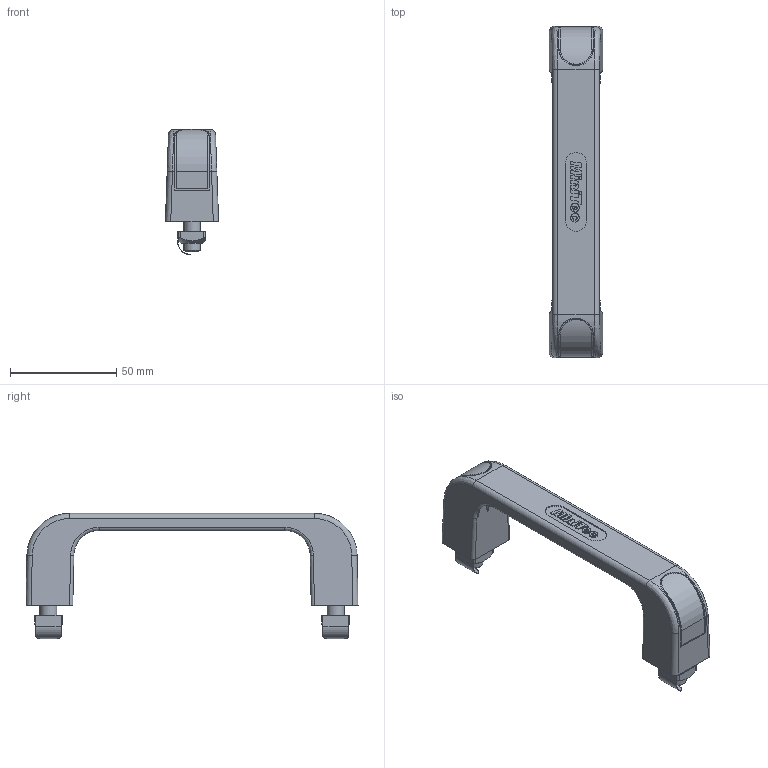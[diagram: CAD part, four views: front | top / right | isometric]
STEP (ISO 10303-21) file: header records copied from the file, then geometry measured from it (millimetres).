
FILE_DESCRIPTION(/* description */ ('Handgriff 135-45 F grau'),/* implementation_level */ '2;1');
FILE_NAME(/* name */ 'ZEI_CAD_212530-7-REV00_#SALL_#AIN_#V1.step',/* time_stamp */ '2022-10-10T07:00:14+02:00',/* author */ ('MiniTec'),/* organization */ ('MiniTec GmbH & Co.KG'),/* preprocessor_version */ 'ST-DEVELOPER v18.1',/* originating_system */ 'Autodesk Inventor 2021',/* authorisation */ '');
FILE_SCHEMA (('CONFIG_CONTROL_DESIGN'));
Length unit declared in the file: millimetre
Products named in the file (5): leer; 21-2530-3FZ.003; leer_1; 21-1351-2FZ.005; 21-2531-0FZ.001
Assembly tree (7 placements, depth 2):
  leer
    21-2530-3FZ.003
    leer_1  x2
    21-1351-2FZ.005  x2
    21-2531-0FZ.001  x2
Bounding box: 25 x 156 x 58.78 mm (x, y, z)
Volume: 41817.9 mm3; surface area: 31432.7 mm2
Topology: 7 solids, 9 shells, 707 faces, 1869 edges, 1188 vertices
Faces by surface type: plane 279, cylinder 274, bspline 88, torus 52, cone 10, sphere 4
Full cylindrical faces by diameter (mm): 8 x4, 8.6 x2, 13 x2
Entity records: 21826 total; most frequent: CARTESIAN_POINT 7300, ORIENTED_EDGE 2948, DIRECTION 2859, EDGE_CURVE 1474, AXIS2_PLACEMENT_3D 1040, VERTEX_POINT 947, LINE 779, VECTOR 779
